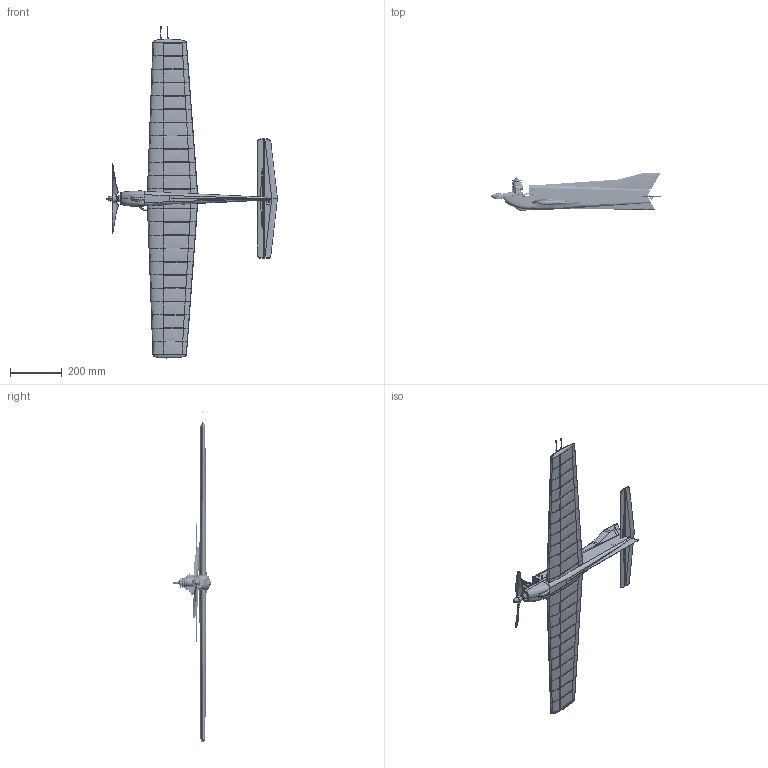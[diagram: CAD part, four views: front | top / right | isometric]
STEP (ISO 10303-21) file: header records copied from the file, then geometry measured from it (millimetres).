
FILE_DESCRIPTION(('FreeCAD Model'),'2;1');
FILE_NAME('Open CASCADE Shape Model','2025-04-27T00:13:55',('FreeCAD'),( 'FreeCAD'),'Open CASCADE STEP processor 7.6','FreeCAD','Unknown');
FILE_SCHEMA(('AUTOMOTIVE_DESIGN { 1 0 10303 214 1 1 1 1 }'));
Products named in the file (1): Open CASCADE STEP translator 7.6 1
Bounding box: 657.28 x 146.34 x 1277 mm (x, y, z)
Surface area: 1291365 mm2 (no closed solid volume)
Topology: 0 solids, 55 shells, 4942 faces, 13458 edges, 8393 vertices
Faces by surface type: bspline 4942
Entity records: 360250 total; most frequent: CARTESIAN_POINT 287485, ORIENTED_EDGE 26504, EDGE_CURVE 13252, VERTEX_POINT 8393, B_SPLINE_CURVE_WITH_KNOTS 7424, FACE_BOUND 5275, EDGE_LOOP 5275, ADVANCED_FACE 4942
